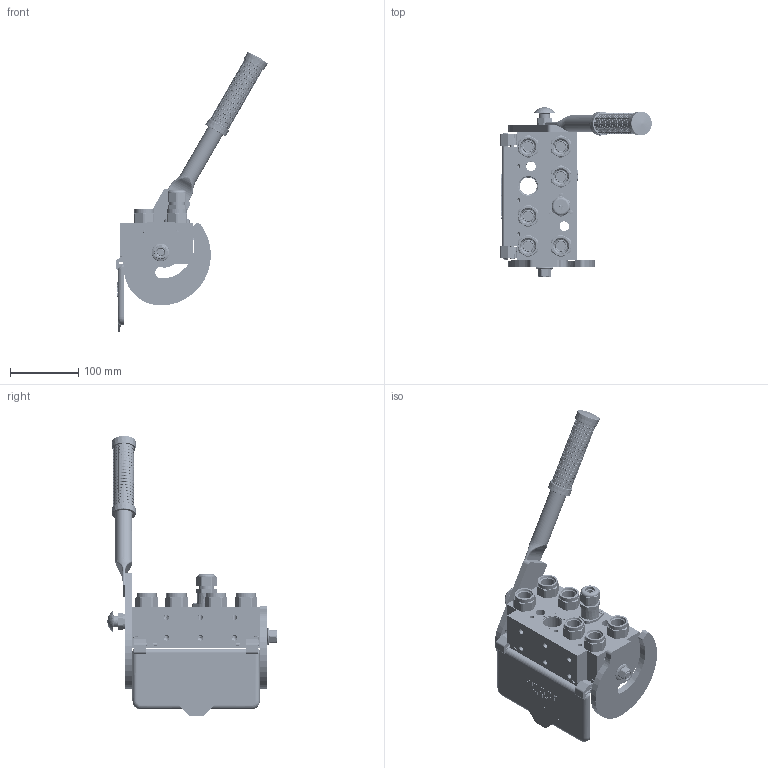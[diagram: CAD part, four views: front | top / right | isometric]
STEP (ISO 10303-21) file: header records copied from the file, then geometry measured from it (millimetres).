
FILE_DESCRIPTION (( 'STEP AP214' ), '1' );
FILE_NAME ('FASTER.step', '2022-03-09T06:07:05', ( '' ), ( '' ), 'SwSTEP 2.0', 'SolidWorks 2017', '' );
FILE_SCHEMA (( 'AUTOMOTIVE_DESIGN' ));
Length unit declared in the file: millimetre
Products named in the file (39): ET011-ET007; 4850_024_0000_021; 4830_001_0005_300; 4241_072_0000_200; curs_molla_12; et011; 4142_072_1000_300; corpospel08-3f; 4830_001_0005_301; 4850_024_0000_000; 4830_070_0000_001; 4850_024_0000_000_ASM; 0048_042_0412_000; 4850_024_0000_012; 4830_022_0000_011; 2ffnb12-0_22_f; 4830_046_0000_000; 4340_014_0000_000; P808_F_BASE; 4830_001_0004_000; 4830_025_2000_000; sicura_p5; 4850_001_0001_005; FASTER; 4830_025_0000_001; 4850_024_0000_010; or1_5x7_m; et007; 4850_024_0000_020; 4830_025_1000_000; or2_62x17_86; 4850_024_2000_011; 1540_080_0012_000; conn_3p_f; 4850_020_0000_020; A_2ffnb12-0_22_f; 2p808-7-29; 4830_044_0000_000
Assembly tree (47 placements, depth 5):
  FASTER
    P808_F_BASE
      4850_020_0000_020
      4850_001_0001_005
      4830_001_0004_000  x2
      4830_001_0005_300
      4830_001_0005_301
    A_2ffnb12-0_22_f  x6
      curs_molla_12
        4340_014_0000_000
        4142_072_1000_300
      2ffnb12-0_22_f
        2ffnb12-0_22_f
    conn_3p_f
      corpospel08-3f
      4830_044_0000_000  x3
      4830_046_0000_000
      4241_072_0000_200
    4850_024_0000_000
      2p808-7-29
        4850_024_0000_000_ASM
          4850_024_0000_010
          4850_024_2000_011
          4850_024_0000_021
        sicura_p5
          4830_025_0000_001
          or1_5x7_m
          0048_042_0412_000
        4850_024_0000_012
        4850_024_0000_020
        1540_080_0012_000
        4830_025_2000_000
        4830_025_1000_000
        4830_022_0000_011
        4830_070_0000_001
      or2_62x17_86  x2
    ET011-ET007
      et011
      et007
Bounding box: 222.95 x 248.93 x 411.91 mm (x, y, z)
Volume: 302970.5 mm3; surface area: 486366.7 mm2
Topology: 33 solids, 100 shells, 7270 faces, 19931 edges, 12903 vertices
Faces by surface type: plane 3448, cylinder 2075, torus 745, cone 599, bspline 333, sphere 70
Entity records: 254644 total; most frequent: CARTESIAN_POINT 101838, ORIENTED_EDGE 31227, DIRECTION 27017, EDGE_CURVE 16025, VERTEX_POINT 10399, VECTOR 9737, LINE 9737, AXIS2_PLACEMENT_3D 8640
